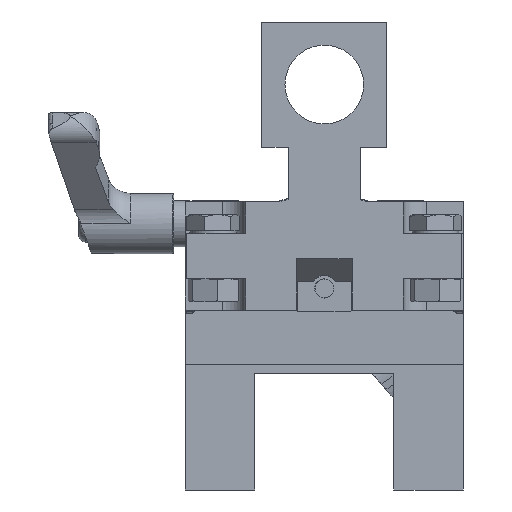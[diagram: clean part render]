
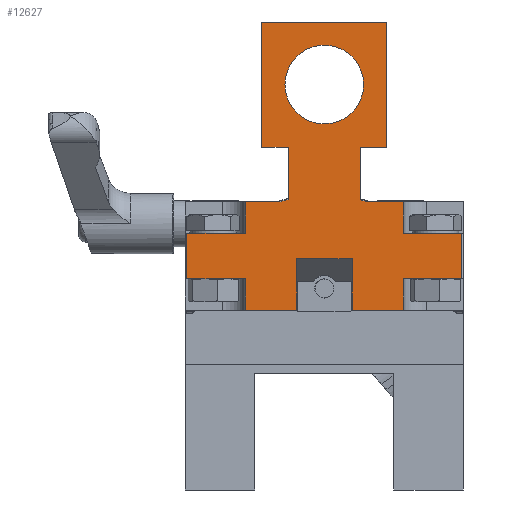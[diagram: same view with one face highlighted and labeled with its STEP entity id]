
A CAD part, left-side view. The second image highlights one B-rep face of the part: STEP entity #12627.
In plain terms, the highlighted planar face has unit normal (-1, 0, 0).
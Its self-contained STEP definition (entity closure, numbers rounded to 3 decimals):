
#457=CIRCLE('',#12878,32.8);
#458=CIRCLE('',#12880,32.8);
#643=CIRCLE('',#13381,8.5);
#2575=ORIENTED_EDGE('',*,*,#3694,.T.);
#2576=ORIENTED_EDGE('',*,*,#4439,.T.);
#2577=ORIENTED_EDGE('',*,*,#4434,.T.);
#2578=ORIENTED_EDGE('',*,*,#4420,.T.);
#2579=ORIENTED_EDGE('',*,*,#4417,.T.);
#2580=ORIENTED_EDGE('',*,*,#4427,.T.);
#2581=ORIENTED_EDGE('',*,*,#4430,.T.);
#2582=ORIENTED_EDGE('',*,*,#4437,.T.);
#2583=ORIENTED_EDGE('',*,*,#3689,.T.);
#2584=ORIENTED_EDGE('',*,*,#4471,.T.);
#2585=ORIENTED_EDGE('',*,*,#4491,.F.);
#2586=ORIENTED_EDGE('',*,*,#4492,.T.);
#2587=ORIENTED_EDGE('',*,*,#4493,.T.);
#2588=ORIENTED_EDGE('',*,*,#4097,.T.);
#2589=ORIENTED_EDGE('',*,*,#4112,.T.);
#2590=ORIENTED_EDGE('',*,*,#3751,.T.);
#2591=ORIENTED_EDGE('',*,*,#4095,.T.);
#2592=ORIENTED_EDGE('',*,*,#4092,.T.);
#2593=ORIENTED_EDGE('',*,*,#4087,.T.);
#2594=ORIENTED_EDGE('',*,*,#3743,.T.);
#2595=ORIENTED_EDGE('',*,*,#4121,.F.);
#2596=ORIENTED_EDGE('',*,*,#4065,.F.);
#2597=ORIENTED_EDGE('',*,*,#4494,.T.);
#2598=ORIENTED_EDGE('',*,*,#4495,.F.);
#2599=ORIENTED_EDGE('',*,*,#4477,.T.);
#2600=ORIENTED_EDGE('',*,*,#3629,.T.);
#2601=ORIENTED_EDGE('',*,*,#4416,.F.);
#3629=EDGE_CURVE('',#4917,#4916,#5779,.T.);
#3689=EDGE_CURVE('',#4966,#4967,#457,.F.);
#3694=EDGE_CURVE('',#4916,#4969,#458,.F.);
#3743=EDGE_CURVE('',#5012,#5011,#5829,.T.);
#3751=EDGE_CURVE('',#5020,#5019,#5835,.T.);
#4065=EDGE_CURVE('',#5237,#5238,#5966,.T.);
#4087=EDGE_CURVE('',#5254,#5012,#5977,.T.);
#4092=EDGE_CURVE('',#5259,#5254,#5981,.T.);
#4095=EDGE_CURVE('',#5019,#5259,#5984,.T.);
#4097=EDGE_CURVE('',#5260,#5261,#5985,.T.);
#4112=EDGE_CURVE('',#5261,#5020,#5992,.T.);
#4121=EDGE_CURVE('',#5238,#5011,#6001,.T.);
#4416=EDGE_CURVE('',#5459,#5459,#643,.T.);
#4417=EDGE_CURVE('',#5460,#5461,#6116,.T.);
#4420=EDGE_CURVE('',#5462,#5460,#6119,.T.);
#4427=EDGE_CURVE('',#5461,#5466,#6126,.T.);
#4430=EDGE_CURVE('',#5466,#5469,#6128,.T.);
#4434=EDGE_CURVE('',#5472,#5462,#6132,.T.);
#4437=EDGE_CURVE('',#5469,#4966,#6135,.T.);
#4439=EDGE_CURVE('',#4969,#5472,#6137,.T.);
#4471=EDGE_CURVE('',#4967,#5496,#6161,.T.);
#4477=EDGE_CURVE('',#5499,#4917,#6165,.T.);
#4491=EDGE_CURVE('',#5507,#5496,#6177,.T.);
#4492=EDGE_CURVE('',#5507,#5508,#6178,.T.);
#4493=EDGE_CURVE('',#5508,#5260,#6179,.T.);
#4494=EDGE_CURVE('',#5237,#5509,#6180,.T.);
#4495=EDGE_CURVE('',#5499,#5509,#6181,.T.);
#4916=VERTEX_POINT('',#16175);
#4917=VERTEX_POINT('',#16177);
#4966=VERTEX_POINT('',#16385);
#4967=VERTEX_POINT('',#16386);
#4969=VERTEX_POINT('',#16405);
#5011=VERTEX_POINT('',#16546);
#5012=VERTEX_POINT('',#16548);
#5019=VERTEX_POINT('',#16562);
#5020=VERTEX_POINT('',#16564);
#5237=VERTEX_POINT('',#17609);
#5238=VERTEX_POINT('',#17611);
#5254=VERTEX_POINT('',#17659);
#5259=VERTEX_POINT('',#17671);
#5260=VERTEX_POINT('',#17680);
#5261=VERTEX_POINT('',#17681);
#5459=VERTEX_POINT('',#18640);
#5460=VERTEX_POINT('',#18643);
#5461=VERTEX_POINT('',#18644);
#5462=VERTEX_POINT('',#18649);
#5466=VERTEX_POINT('',#18661);
#5469=VERTEX_POINT('',#18670);
#5472=VERTEX_POINT('',#18678);
#5496=VERTEX_POINT('',#18745);
#5499=VERTEX_POINT('',#18764);
#5507=VERTEX_POINT('',#18792);
#5508=VERTEX_POINT('',#18794);
#5509=VERTEX_POINT('',#18797);
#5779=LINE('',#16176,#6356);
#5829=LINE('',#16547,#6406);
#5835=LINE('',#16563,#6412);
#5966=LINE('',#17610,#6543);
#5977=LINE('',#17660,#6554);
#5981=LINE('',#17670,#6558);
#5984=LINE('',#17675,#6561);
#5985=LINE('',#17679,#6562);
#5992=LINE('',#17709,#6569);
#6001=LINE('',#17726,#6578);
#6116=LINE('',#18642,#6693);
#6119=LINE('',#18648,#6696);
#6126=LINE('',#18663,#6703);
#6128=LINE('',#18669,#6705);
#6132=LINE('',#18677,#6709);
#6135=LINE('',#18682,#6712);
#6137=LINE('',#18685,#6714);
#6161=LINE('',#18746,#6738);
#6165=LINE('',#18763,#6742);
#6177=LINE('',#18791,#6754);
#6178=LINE('',#18793,#6755);
#6179=LINE('',#18795,#6756);
#6180=LINE('',#18796,#6757);
#6181=LINE('',#18798,#6758);
#6356=VECTOR('',#13768,1000.);
#6406=VECTOR('',#13926,1000.);
#6412=VECTOR('',#13936,1000.);
#6543=VECTOR('',#14483,1000.);
#6554=VECTOR('',#14522,1000.);
#6558=VECTOR('',#14530,1000.);
#6561=VECTOR('',#14535,1000.);
#6562=VECTOR('',#14542,1000.);
#6569=VECTOR('',#14571,1000.);
#6578=VECTOR('',#14590,1000.);
#6693=VECTOR('',#15169,1000.);
#6696=VECTOR('',#15174,1000.);
#6703=VECTOR('',#15185,1000.);
#6705=VECTOR('',#15193,1000.);
#6709=VECTOR('',#15199,1000.);
#6712=VECTOR('',#15204,1000.);
#6714=VECTOR('',#15208,1000.);
#6738=VECTOR('',#15258,1000.);
#6742=VECTOR('',#15268,1000.);
#6754=VECTOR('',#15296,1000.);
#6755=VECTOR('',#15297,1000.);
#6756=VECTOR('',#15298,1000.);
#6757=VECTOR('',#15299,1000.);
#6758=VECTOR('',#15300,1000.);
#7325=EDGE_LOOP('',(#2575,#2576,#2577,#2578,#2579,#2580,#2581,#2582,#2583,
#2584,#2585,#2586,#2587,#2588,#2589,#2590,#2591,#2592,#2593,#2594,#2595,
#2596,#2597,#2598,#2599,#2600));
#7326=EDGE_LOOP('',(#2601));
#7991=FACE_BOUND('',#7325,.T.);
#7992=FACE_BOUND('',#7326,.T.);
#8394=PLANE('',#13415);
#12627=ADVANCED_FACE('',(#7991,#7992),#8394,.T.);
#12878=AXIS2_PLACEMENT_3D('',#16384,#13850,#13851);
#12880=AXIS2_PLACEMENT_3D('',#16406,#13854,#13855);
#13381=AXIS2_PLACEMENT_3D('',#18639,#15165,#15166);
#13415=AXIS2_PLACEMENT_3D('',#18790,#15294,#15295);
#13768=DIRECTION('',(0.,1.,0.));
#13850=DIRECTION('',(1.,0.,0.));
#13851=DIRECTION('',(0.,0.,-1.));
#13854=DIRECTION('',(1.,0.,0.));
#13855=DIRECTION('',(0.,0.,-1.));
#13926=DIRECTION('',(0.,-1.,0.));
#13936=DIRECTION('',(0.,-1.,0.));
#14483=DIRECTION('',(0.,1.,0.));
#14522=DIRECTION('',(0.,0.,-1.));
#14530=DIRECTION('',(0.,-1.,0.));
#14535=DIRECTION('',(0.,0.,1.));
#14542=DIRECTION('',(0.,-1.,0.));
#14571=DIRECTION('',(0.,0.,-1.));
#14590=DIRECTION('',(0.,0.,-1.));
#15165=DIRECTION('',(-1.,0.,0.));
#15166=DIRECTION('',(0.,0.,-1.));
#15169=DIRECTION('',(0.,1.,0.));
#15174=DIRECTION('',(0.,0.,1.));
#15185=DIRECTION('',(0.,0.,-1.));
#15193=DIRECTION('',(0.,-1.,0.));
#15199=DIRECTION('',(0.,-1.,0.));
#15204=DIRECTION('',(0.,0.,-1.));
#15208=DIRECTION('',(0.,0.,1.));
#15258=DIRECTION('',(0.,1.,0.));
#15268=DIRECTION('',(0.,0.,1.));
#15294=DIRECTION('',(-1.,0.,0.));
#15295=DIRECTION('',(0.,0.,-1.));
#15296=DIRECTION('',(0.,0.,1.));
#15297=DIRECTION('',(0.,1.,0.));
#15298=DIRECTION('',(0.,0.,-1.));
#15299=DIRECTION('',(0.,0.,1.));
#15300=DIRECTION('',(0.,-1.,0.));
#16175=CARTESIAN_POINT('',(-30.,20.619,48.7));
#16176=CARTESIAN_POINT('',(-30.,24.,48.7));
#16177=CARTESIAN_POINT('',(-30.,13.,48.7));
#16384=CARTESIAN_POINT('',(-30.,30.1,17.3));
#16385=CARTESIAN_POINT('',(-30.,37.8,49.183));
#16386=CARTESIAN_POINT('',(-30.,39.581,48.7));
#16405=CARTESIAN_POINT('',(-30.,22.2,49.134));
#16406=CARTESIAN_POINT('',(-30.,30.1,17.3));
#16546=CARTESIAN_POINT('',(-30.,13.,25.3));
#16547=CARTESIAN_POINT('',(-30.,60.,25.3));
#16548=CARTESIAN_POINT('',(-30.,24.,25.3));
#16562=CARTESIAN_POINT('',(-30.,36.,25.3));
#16563=CARTESIAN_POINT('',(-30.,60.,25.3));
#16564=CARTESIAN_POINT('',(-30.,47.,25.3));
#17609=CARTESIAN_POINT('',(-30.,0.3,32.1));
#17610=CARTESIAN_POINT('',(-30.,12.,32.1));
#17611=CARTESIAN_POINT('',(-30.,13.,32.1));
#17659=CARTESIAN_POINT('',(-30.,24.,36.443));
#17660=CARTESIAN_POINT('',(-30.,24.,33.));
#17670=CARTESIAN_POINT('',(-30.,60.,36.443));
#17671=CARTESIAN_POINT('',(-30.,36.,36.443));
#17675=CARTESIAN_POINT('',(-30.,36.,25.3));
#17679=CARTESIAN_POINT('',(-30.,60.,32.1));
#17680=CARTESIAN_POINT('',(-30.,59.7,32.1));
#17681=CARTESIAN_POINT('',(-30.,47.,32.1));
#17709=CARTESIAN_POINT('',(-30.,47.,32.1));
#17726=CARTESIAN_POINT('',(-30.,13.,32.1));
#18639=CARTESIAN_POINT('',(-30.,30.,74.));
#18640=CARTESIAN_POINT('',(-30.,30.,65.5));
#18642=CARTESIAN_POINT('',(-30.,15.,87.5));
#18643=CARTESIAN_POINT('',(-30.,16.5,87.5));
#18644=CARTESIAN_POINT('',(-30.,43.5,87.5));
#18648=CARTESIAN_POINT('',(-30.,16.5,59.));
#18649=CARTESIAN_POINT('',(-30.,16.5,60.5));
#18661=CARTESIAN_POINT('',(-30.,43.5,60.5));
#18663=CARTESIAN_POINT('',(-30.,43.5,89.));
#18669=CARTESIAN_POINT('',(-30.,45.,60.5));
#18670=CARTESIAN_POINT('',(-30.,37.8,60.5));
#18677=CARTESIAN_POINT('',(-30.,45.,60.5));
#18678=CARTESIAN_POINT('',(-30.,22.2,60.5));
#18682=CARTESIAN_POINT('',(-30.,37.8,49.));
#18685=CARTESIAN_POINT('',(-30.,22.2,59.));
#18745=CARTESIAN_POINT('',(-30.,47.,48.7));
#18746=CARTESIAN_POINT('',(-30.,24.,48.7));
#18763=CARTESIAN_POINT('',(-30.,13.,41.9));
#18764=CARTESIAN_POINT('',(-30.,13.,41.9));
#18790=CARTESIAN_POINT('',(-30.,30.,74.));
#18791=CARTESIAN_POINT('',(-30.,47.,41.9));
#18792=CARTESIAN_POINT('',(-30.,47.,41.9));
#18793=CARTESIAN_POINT('',(-30.,48.,41.9));
#18794=CARTESIAN_POINT('',(-30.,59.7,41.9));
#18795=CARTESIAN_POINT('',(-30.,59.7,37.));
#18796=CARTESIAN_POINT('',(-30.,0.3,41.9));
#18797=CARTESIAN_POINT('',(-30.,0.3,41.9));
#18798=CARTESIAN_POINT('',(-30.,0.,41.9));
